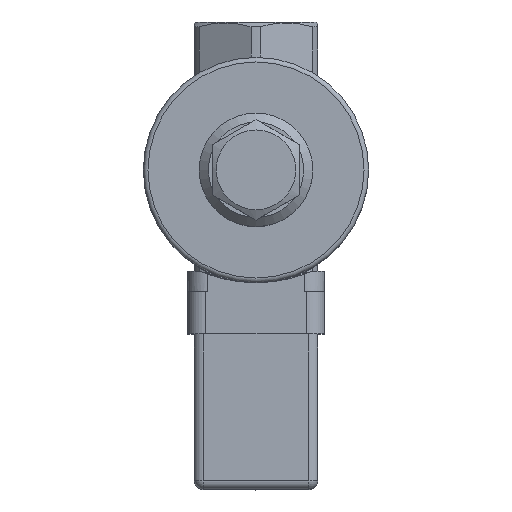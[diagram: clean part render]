
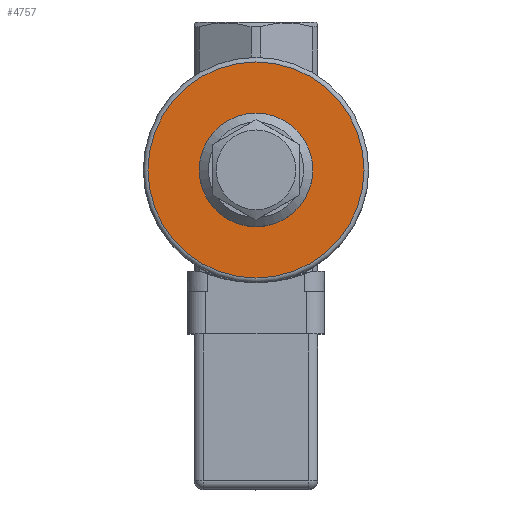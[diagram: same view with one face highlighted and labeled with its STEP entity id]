
A CAD part, top view. The second image highlights one B-rep face of the part: STEP entity #4757.
In plain terms, the highlighted planar face has unit normal (0, 0, 1).
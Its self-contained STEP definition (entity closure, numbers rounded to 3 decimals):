
#1217=PLANE('',#5212);
#1266=FACE_BOUND('',#1820,.T.);
#1507=FACE_OUTER_BOUND('',#1819,.T.);
#1819=EDGE_LOOP('',(#4264));
#1820=EDGE_LOOP('',(#4265));
#2072=CIRCLE('',#5213,23.6);
#2073=CIRCLE('',#5214,12.4);
#2443=VERTEX_POINT('',#11988);
#2444=VERTEX_POINT('',#11990);
#3055=EDGE_CURVE('',#2443,#2443,#2072,.T.);
#3056=EDGE_CURVE('',#2444,#2444,#2073,.T.);
#4264=ORIENTED_EDGE('',*,*,#3055,.F.);
#4265=ORIENTED_EDGE('',*,*,#3056,.F.);
#4757=ADVANCED_FACE('',(#1507,#1266),#1217,.T.);
#5212=AXIS2_PLACEMENT_3D('',#11987,#6346,#6347);
#5213=AXIS2_PLACEMENT_3D('',#11989,#6348,#6349);
#5214=AXIS2_PLACEMENT_3D('',#11991,#6350,#6351);
#6346=DIRECTION('center_axis',(0.,0.,
1.));
#6347=DIRECTION('ref_axis',(1.,0.,0.));
#6348=DIRECTION('center_axis',(0.,0.,
-1.));
#6349=DIRECTION('ref_axis',(0.,1.,0.));
#6350=DIRECTION('center_axis',(0.,0.,1.));
#6351=DIRECTION('ref_axis',(0.,1.,0.));
#11987=CARTESIAN_POINT('Origin',(0.,14.825,105.));
#11988=CARTESIAN_POINT('',(0.,23.6,105.));
#11989=CARTESIAN_POINT('Origin',(0.,0.,
105.));
#11990=CARTESIAN_POINT('',(0.,12.4,105.));
#11991=CARTESIAN_POINT('Origin',(0.,0.,
105.));
